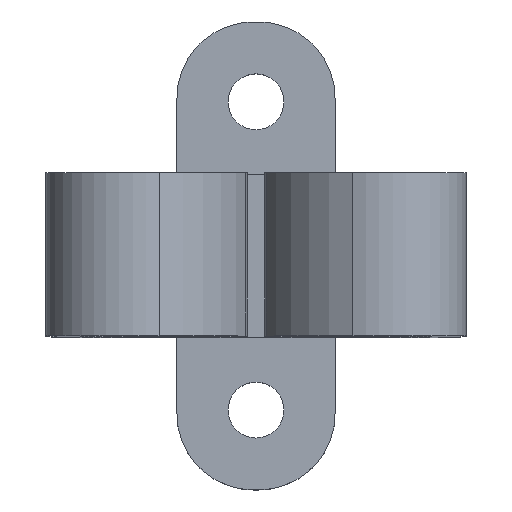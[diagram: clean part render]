
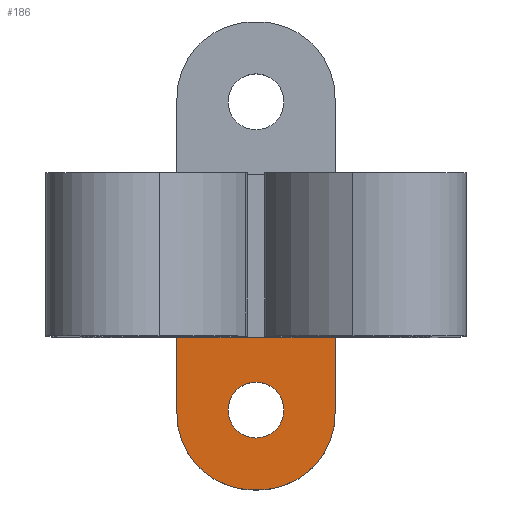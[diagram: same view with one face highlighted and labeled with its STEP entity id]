
A CAD part, top view. The second image highlights one B-rep face of the part: STEP entity #186.
In plain terms, the highlighted planar face has unit normal (0, 0, 1).
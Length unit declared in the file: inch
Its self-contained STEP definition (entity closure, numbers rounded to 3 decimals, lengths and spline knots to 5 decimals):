
#129=FACE_BOUND('',#310,.T.);
#130=FACE_BOUND('',#311,.T.);
#143=CIRCLE('',#1085,0.21);
#144=CIRCLE('',#1086,0.21);
#145=CIRCLE('',#1087,0.077);
#186=ADVANCED_FACE('',(#129,#130),#236,.F.);
#236=PLANE('',#1088);
#310=EDGE_LOOP('',(#387,#388,#389,#390,#391,#392));
#311=EDGE_LOOP('',(#393));
#387=ORIENTED_EDGE('',*,*,#767,.F.);
#388=ORIENTED_EDGE('',*,*,#768,.T.);
#389=ORIENTED_EDGE('',*,*,#769,.F.);
#390=ORIENTED_EDGE('',*,*,#770,.T.);
#391=ORIENTED_EDGE('',*,*,#771,.T.);
#392=ORIENTED_EDGE('',*,*,#772,.T.);
#393=ORIENTED_EDGE('',*,*,#773,.F.);
#671=VERTEX_POINT('',#1519);
#672=VERTEX_POINT('',#1520);
#673=VERTEX_POINT('',#1522);
#674=VERTEX_POINT('',#1524);
#675=VERTEX_POINT('',#1526);
#676=VERTEX_POINT('',#1528);
#677=VERTEX_POINT('',#1531);
#767=EDGE_CURVE('',#671,#672,#903,.T.);
#768=EDGE_CURVE('',#671,#673,#143,.T.);
#769=EDGE_CURVE('',#674,#673,#904,.T.);
#770=EDGE_CURVE('',#674,#675,#144,.T.);
#771=EDGE_CURVE('',#675,#676,#905,.T.);
#772=EDGE_CURVE('',#676,#672,#906,.T.);
#773=EDGE_CURVE('',#677,#677,#145,.T.);
#903=LINE('',#1518,#999);
#904=LINE('',#1523,#1000);
#905=LINE('',#1527,#1001);
#906=LINE('',#1529,#1002);
#999=VECTOR('',#1212,1.);
#1000=VECTOR('',#1215,1.);
#1001=VECTOR('',#1218,1.);
#1002=VECTOR('',#1219,1.);
#1085=AXIS2_PLACEMENT_3D('',#1521,#1213,#1214);
#1086=AXIS2_PLACEMENT_3D('',#1525,#1216,#1217);
#1087=AXIS2_PLACEMENT_3D('',#1530,#1220,#1221);
#1088=AXIS2_PLACEMENT_3D('',#1532,#1222,#1223);
#1212=DIRECTION('',(0.,1.,0.));
#1213=DIRECTION('',(0.,0.,1.));
#1214=DIRECTION('',(-1.,0.,0.));
#1215=DIRECTION('',(-1.,0.,0.));
#1216=DIRECTION('',(0.,0.,1.));
#1217=DIRECTION('',(-1.,0.,0.));
#1218=DIRECTION('',(0.,1.,0.));
#1219=DIRECTION('',(-1.,0.,0.));
#1220=DIRECTION('',(0.,0.,1.));
#1221=DIRECTION('',(1.,0.,0.));
#1222=DIRECTION('',(0.,0.,-1.));
#1223=DIRECTION('',(1.,0.,0.));
#1518=CARTESIAN_POINT('',(-0.218,-0.645,0.188));
#1519=CARTESIAN_POINT('',(-0.218,-0.435,0.188));
#1520=CARTESIAN_POINT('',(-0.218,-0.225,0.188));
#1521=CARTESIAN_POINT('',(-0.008,-0.435,0.188));
#1522=CARTESIAN_POINT('',(-0.008,-0.645,0.188));
#1523=CARTESIAN_POINT('',(0.218,-0.645,0.188));
#1524=CARTESIAN_POINT('',(0.008,-0.645,0.188));
#1525=CARTESIAN_POINT('',(0.008,-0.435,0.188));
#1526=CARTESIAN_POINT('',(0.218,-0.435,0.188));
#1527=CARTESIAN_POINT('',(0.218,-0.645,0.188));
#1528=CARTESIAN_POINT('',(0.218,-0.225,0.188));
#1529=CARTESIAN_POINT('',(0.218,-0.225,0.188));
#1530=CARTESIAN_POINT('',(0.,-0.425,0.188));
#1531=CARTESIAN_POINT('',(0.077,-0.425,0.188));
#1532=CARTESIAN_POINT('',(0.218,-0.645,0.188));
